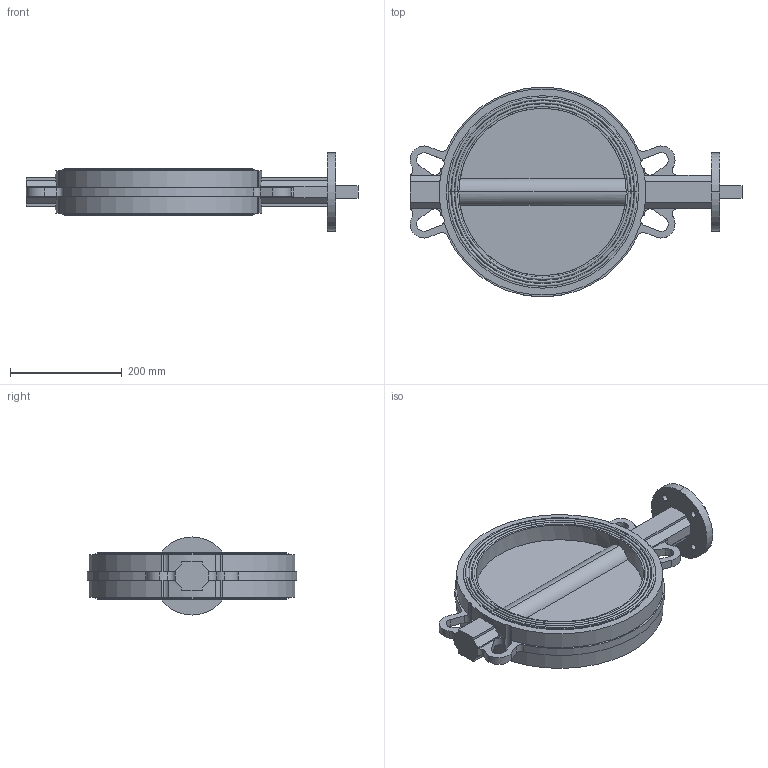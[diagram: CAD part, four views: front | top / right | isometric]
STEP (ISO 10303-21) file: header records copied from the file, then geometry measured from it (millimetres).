
FILE_DESCRIPTION (( 'STEP AP214' ), '1' );
FILE_NAME ('SCBF-D673-16XEX-300.step', '2025-09-25T05:49:44', ( 'KTP' ), ( '' ), 'SwSTEP 2.0', 'SolidWorks 2021', '' );
FILE_SCHEMA (( 'AUTOMOTIVE_DESIGN' ));
Length unit declared in the file: millimetre
Products named in the file (1): SCBF-D673-16XEX-300
Bounding box: 595 x 376 x 140 mm (x, y, z)
Volume: 5168318.4 mm3; surface area: 489378.6 mm2
Topology: 1 solids, 1 shells, 166 faces, 455 edges, 296 vertices
Faces by surface type: plane 81, cylinder 73, torus 12
Entity records: 6296 total; most frequent: CARTESIAN_POINT 1134, DIRECTION 989, ORIENTED_EDGE 910, EDGE_CURVE 455, AXIS2_PLACEMENT_3D 383, VERTEX_POINT 296, LINE 223, VECTOR 223
